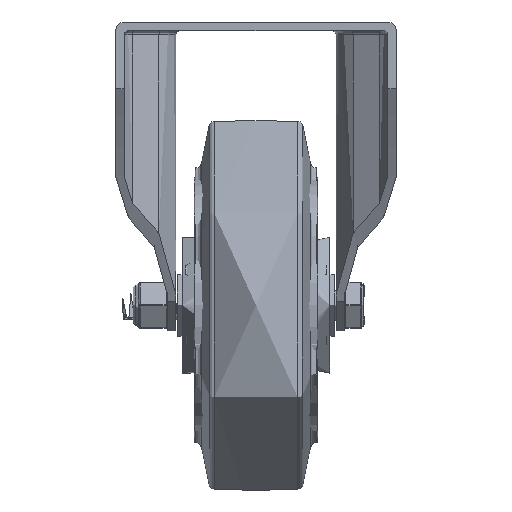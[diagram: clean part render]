
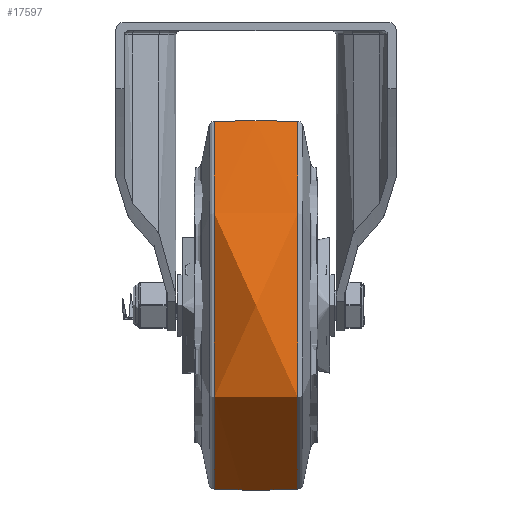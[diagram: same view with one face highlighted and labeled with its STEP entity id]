
A CAD part, left-side view. The second image highlights one B-rep face of the part: STEP entity #17597.
In plain terms, the highlighted free-form (B-spline) face has degree [2, 2] with [3, 9] control points.
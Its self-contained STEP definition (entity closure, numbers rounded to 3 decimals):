
#48=(
BOUNDED_SURFACE()
B_SPLINE_SURFACE(2,2,((#25318,#25319,#25320,#25321,#25322,#25323,#25324,
#25325,#25326),(#25327,#25328,#25329,#25330,#25331,#25332,#25333,#25334,
#25335),(#25336,#25337,#25338,#25339,#25340,#25341,#25342,#25343,#25344)),
 .UNSPECIFIED.,.F.,.T.,.F.)
B_SPLINE_SURFACE_WITH_KNOTS((3,3),(3,2,2,2,3),(-0.043,0.043),
(-3.142,-1.571,0.,1.571,3.142),
 .UNSPECIFIED.)
GEOMETRIC_REPRESENTATION_ITEM()
RATIONAL_B_SPLINE_SURFACE(((1.,0.707,1.,0.707,1.,
0.707,1.,0.707,1.),(0.999,0.706,
0.999,0.706,0.999,0.706,
0.999,0.706,0.999),(1.,0.707,
1.,0.707,1.,0.707,1.,0.707,1.)))
REPRESENTATION_ITEM('')
SURFACE()
);
#4812=FACE_OUTER_BOUND('',#5838,.T.);
#5838=EDGE_LOOP('',(#12647,#12648,#12649,#12650));
#6913=CIRCLE('',#18870,74.634);
#6916=CIRCLE('',#18873,74.634);
#6917=CIRCLE('',#18874,390.807);
#7624=VERTEX_POINT('',#25313);
#7626=VERTEX_POINT('',#25345);
#9551=EDGE_CURVE('',#7624,#7624,#6913,.T.);
#9554=EDGE_CURVE('',#7626,#7626,#6916,.T.);
#9555=EDGE_CURVE('',#7626,#7624,#6917,.T.);
#12647=ORIENTED_EDGE('',*,*,#9554,.F.);
#12648=ORIENTED_EDGE('',*,*,#9555,.T.);
#12649=ORIENTED_EDGE('',*,*,#9551,.T.);
#12650=ORIENTED_EDGE('',*,*,#9555,.F.);
#17597=ADVANCED_FACE('',(#4812),#48,.F.);
#18870=AXIS2_PLACEMENT_3D('',#25314,#20710,#20711);
#18873=AXIS2_PLACEMENT_3D('',#25346,#20716,#20717);
#18874=AXIS2_PLACEMENT_3D('',#25347,#20718,#20719);
#20710=DIRECTION('center_axis',(0.,1.,0.));
#20711=DIRECTION('ref_axis',(0.,0.,
1.));
#20716=DIRECTION('center_axis',(0.,1.,0.));
#20717=DIRECTION('ref_axis',(0.,0.,
1.));
#20718=DIRECTION('center_axis',(-1.,0.,0.));
#20719=DIRECTION('ref_axis',(0.,0.,
-1.));
#25313=CARTESIAN_POINT('',(0.,-16.914,-74.634));
#25314=CARTESIAN_POINT('Origin',(0.,-16.914,
0.));
#25318=CARTESIAN_POINT('Ctrl Pts',(0.,-16.914,
-74.634));
#25319=CARTESIAN_POINT('Ctrl Pts',(-74.634,-16.914,
-74.634));
#25320=CARTESIAN_POINT('Ctrl Pts',(-74.634,-16.914,
0.));
#25321=CARTESIAN_POINT('Ctrl Pts',(-74.634,-16.914,
74.634));
#25322=CARTESIAN_POINT('Ctrl Pts',(0.,-16.914,
74.634));
#25323=CARTESIAN_POINT('Ctrl Pts',(74.634,-16.914,74.634));
#25324=CARTESIAN_POINT('Ctrl Pts',(74.634,-16.914,0.));
#25325=CARTESIAN_POINT('Ctrl Pts',(74.634,-16.914,-74.634));
#25326=CARTESIAN_POINT('Ctrl Pts',(0.,-16.914,
-74.634));
#25327=CARTESIAN_POINT('Ctrl Pts',(0.,0.,
-75.367));
#25328=CARTESIAN_POINT('Ctrl Pts',(-75.367,0.,
-75.367));
#25329=CARTESIAN_POINT('Ctrl Pts',(-75.367,0.,
0.));
#25330=CARTESIAN_POINT('Ctrl Pts',(-75.367,0.,
75.367));
#25331=CARTESIAN_POINT('Ctrl Pts',(0.,0.,
75.367));
#25332=CARTESIAN_POINT('Ctrl Pts',(75.367,0.,
75.367));
#25333=CARTESIAN_POINT('Ctrl Pts',(75.367,0.,
0.));
#25334=CARTESIAN_POINT('Ctrl Pts',(75.367,0.,
-75.367));
#25335=CARTESIAN_POINT('Ctrl Pts',(0.,0.,
-75.367));
#25336=CARTESIAN_POINT('Ctrl Pts',(0.,16.914,
-74.634));
#25337=CARTESIAN_POINT('Ctrl Pts',(-74.634,16.914,-74.634));
#25338=CARTESIAN_POINT('Ctrl Pts',(-74.634,16.914,0.));
#25339=CARTESIAN_POINT('Ctrl Pts',(-74.634,16.914,74.634));
#25340=CARTESIAN_POINT('Ctrl Pts',(0.,16.914,
74.634));
#25341=CARTESIAN_POINT('Ctrl Pts',(74.634,16.914,74.634));
#25342=CARTESIAN_POINT('Ctrl Pts',(74.634,16.914,0.));
#25343=CARTESIAN_POINT('Ctrl Pts',(74.634,16.914,-74.634));
#25344=CARTESIAN_POINT('Ctrl Pts',(0.,16.914,
-74.634));
#25345=CARTESIAN_POINT('',(0.,16.914,-74.634));
#25346=CARTESIAN_POINT('Origin',(0.,16.914,
0.));
#25347=CARTESIAN_POINT('Origin',(0.,0.,
315.807));
